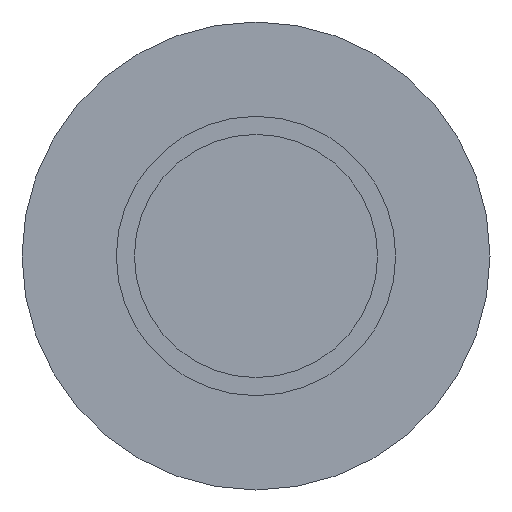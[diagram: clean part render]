
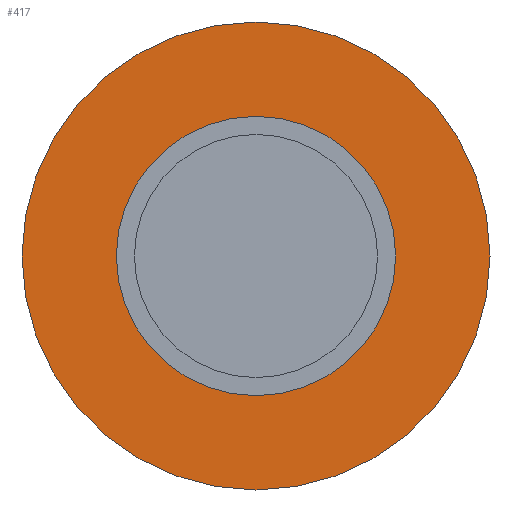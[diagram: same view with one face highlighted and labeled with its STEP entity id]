
A CAD part, front view. The second image highlights one B-rep face of the part: STEP entity #417.
In plain terms, the highlighted planar face has unit normal (0, -1, 0).
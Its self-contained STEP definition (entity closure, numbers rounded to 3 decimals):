
#258=CARTESIAN_POINT('',(38.5,-23.0,0.0));
#259=VERTEX_POINT('',#258);
#260=CARTESIAN_POINT('',(0.0,-23.0,0.0));
#261=DIRECTION('',(0.0,1.0,0.0));
#262=DIRECTION('',(1.0,0.0,0.0));
#263=AXIS2_PLACEMENT_3D('',#260,#261,#262);
#264=CIRCLE('',#263,38.5);
#265=EDGE_CURVE('',#259,#259,#264,.T.);
#383=CARTESIAN_POINT('',(64.5,-23.0,0.0));
#384=VERTEX_POINT('',#383);
#385=CARTESIAN_POINT('',(0.0,-23.0,0.0));
#386=DIRECTION('',(0.0,-1.0,0.0));
#387=DIRECTION('',(1.0,0.0,0.0));
#388=AXIS2_PLACEMENT_3D('',#385,#386,#387);
#389=CIRCLE('',#388,64.5);
#390=EDGE_CURVE('',#384,#384,#389,.T.);
#406=CARTESIAN_POINT('',(58.,-23.0,0.0));
#407=DIRECTION('',(0.0,-1.0,0.0));
#408=DIRECTION('',(0.0,0.0,-1.0));
#409=AXIS2_PLACEMENT_3D('',#406,#407,#408);
#410=PLANE('',#409);
#411=ORIENTED_EDGE('',*,*,#390,.T.);
#412=EDGE_LOOP('',(#411));
#413=FACE_OUTER_BOUND('',#412,.T.);
#414=ORIENTED_EDGE('',*,*,#265,.T.);
#415=EDGE_LOOP('',(#414));
#416=FACE_BOUND('',#415,.T.);
#417=ADVANCED_FACE('',(#413,#416),#410,.T.);
